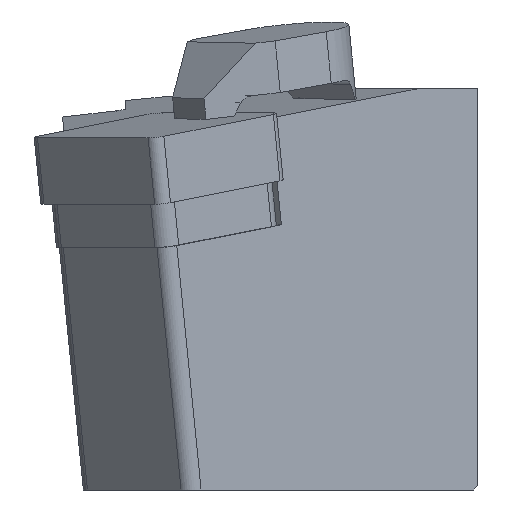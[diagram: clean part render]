
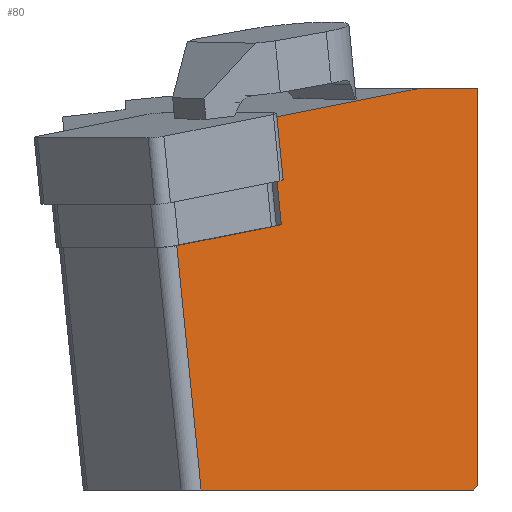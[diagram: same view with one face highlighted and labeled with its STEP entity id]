
A CAD part, left-side view. The second image highlights one B-rep face of the part: STEP entity #80.
In plain terms, the highlighted planar face has unit normal (-0.707, -0.707, 0).
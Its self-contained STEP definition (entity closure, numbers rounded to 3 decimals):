
#80=ADVANCED_FACE('',(#208),#154,.F.);
#154=PLANE('',#1368);
#208=FACE_OUTER_BOUND('',#283,.T.);
#283=EDGE_LOOP('',(#685,#686,#687,#688,#689,#690,#691,#692,#693));
#351=LINE('',#1845,#498);
#361=LINE('',#1869,#508);
#368=LINE('',#1889,#515);
#381=LINE('',#1917,#528);
#382=LINE('',#1919,#529);
#383=LINE('',#1921,#530);
#384=LINE('',#1923,#531);
#385=LINE('',#1924,#532);
#386=LINE('',#1925,#533);
#498=VECTOR('',#1472,1.);
#508=VECTOR('',#1490,1.);
#515=VECTOR('',#1505,1.);
#528=VECTOR('',#1524,1.);
#529=VECTOR('',#1525,1.);
#530=VECTOR('',#1526,1.);
#531=VECTOR('',#1527,1.);
#532=VECTOR('',#1528,1.);
#533=VECTOR('',#1529,1.);
#685=ORIENTED_EDGE('',*,*,#1173,.T.);
#686=ORIENTED_EDGE('',*,*,#1174,.F.);
#687=ORIENTED_EDGE('',*,*,#1175,.F.);
#688=ORIENTED_EDGE('',*,*,#1176,.F.);
#689=ORIENTED_EDGE('',*,*,#1149,.F.);
#690=ORIENTED_EDGE('',*,*,#1177,.T.);
#691=ORIENTED_EDGE('',*,*,#1159,.F.);
#692=ORIENTED_EDGE('',*,*,#1178,.T.);
#693=ORIENTED_EDGE('',*,*,#1138,.T.);
#1019=VERTEX_POINT('',#1843);
#1021=VERTEX_POINT('',#1846);
#1029=VERTEX_POINT('',#1867);
#1031=VERTEX_POINT('',#1870);
#1039=VERTEX_POINT('',#1888);
#1040=VERTEX_POINT('',#1890);
#1052=VERTEX_POINT('',#1918);
#1053=VERTEX_POINT('',#1920);
#1054=VERTEX_POINT('',#1922);
#1138=EDGE_CURVE('',#1021,#1019,#351,.T.);
#1149=EDGE_CURVE('',#1029,#1031,#361,.T.);
#1159=EDGE_CURVE('',#1039,#1040,#368,.T.);
#1173=EDGE_CURVE('',#1019,#1052,#381,.T.);
#1174=EDGE_CURVE('',#1053,#1052,#382,.T.);
#1175=EDGE_CURVE('',#1054,#1053,#383,.T.);
#1176=EDGE_CURVE('',#1031,#1054,#384,.T.);
#1177=EDGE_CURVE('',#1029,#1040,#385,.T.);
#1178=EDGE_CURVE('',#1039,#1021,#386,.T.);
#1368=AXIS2_PLACEMENT_3D('',#1926,#1530,#1531);
#1472=DIRECTION('',(-0.7,0.7,-0.139));
#1490=DIRECTION('',(0.,0.,-1.));
#1505=DIRECTION('',(0.7,-0.7,0.139));
#1524=DIRECTION('',(-0.7,0.7,-0.139));
#1525=DIRECTION('',(-0.098,0.098,0.99));
#1526=DIRECTION('',(-0.707,0.707,0.));
#1527=DIRECTION('',(-0.577,0.577,-0.577));
#1528=DIRECTION('',(-0.707,0.707,0.));
#1529=DIRECTION('',(0.098,-0.098,-0.99));
#1530=DIRECTION('',(0.707,0.707,0.));
#1531=DIRECTION('',(0.707,-0.707,0.));
#1843=CARTESIAN_POINT('',(9.113,14.326,-6.233));
#1845=CARTESIAN_POINT('',(2.066,21.373,-7.633));
#1846=CARTESIAN_POINT('',(9.489,13.95,-6.158));
#1867=CARTESIAN_POINT('',(23.439,0.,3.5));
#1869=CARTESIAN_POINT('',(23.439,0.,-39.381));
#1870=CARTESIAN_POINT('',(23.439,0.,-24.7));
#1888=CARTESIAN_POINT('',(8.737,14.702,1.408));
#1889=CARTESIAN_POINT('',(1.315,22.125,-0.067));
#1890=CARTESIAN_POINT('',(19.263,4.176,3.5));
#1917=CARTESIAN_POINT('',(2.066,21.373,-7.633));
#1918=CARTESIAN_POINT('',(2.066,21.373,-7.633));
#1919=CARTESIAN_POINT('',(5.221,18.218,-39.381));
#1920=CARTESIAN_POINT('',(3.792,19.647,-25.));
#1921=CARTESIAN_POINT('',(5.221,18.218,-25.));
#1922=CARTESIAN_POINT('',(23.139,0.3,-25.));
#1923=CARTESIAN_POINT('',(6.4,17.039,-41.739));
#1924=CARTESIAN_POINT('',(5.221,18.218,3.5));
#1925=CARTESIAN_POINT('',(8.013,15.427,8.696));
#1926=CARTESIAN_POINT('',(5.221,18.218,-39.381));
